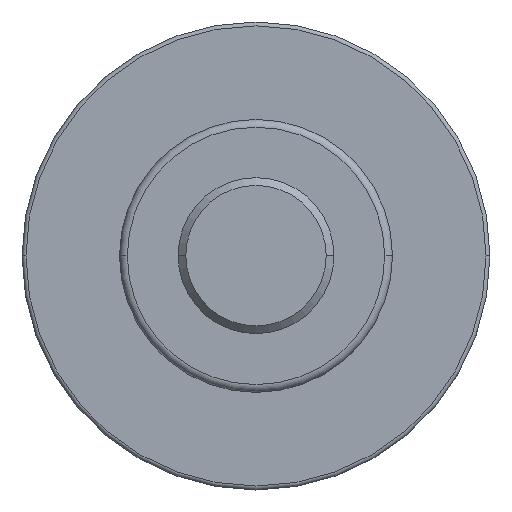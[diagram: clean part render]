
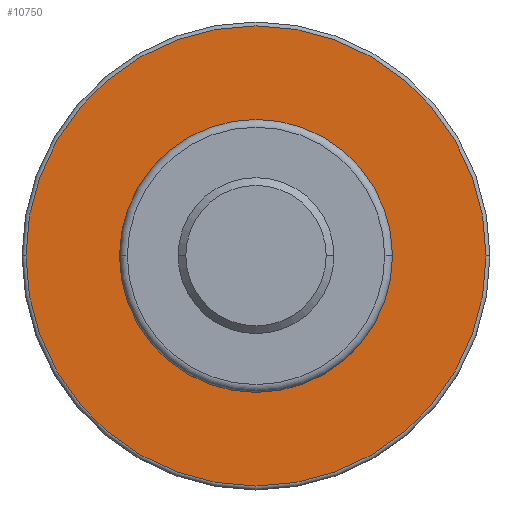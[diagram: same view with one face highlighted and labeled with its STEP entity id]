
A CAD part, top view. The second image highlights one B-rep face of the part: STEP entity #10750.
In plain terms, the highlighted face is planar.
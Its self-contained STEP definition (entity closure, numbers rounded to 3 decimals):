
#2 = DIRECTION ( 'NONE',  ( 0., 0., -1. ) ) ;
#588 = DIRECTION ( 'NONE',  ( 0., 0., 1. ) ) ;
#1009 = AXIS2_PLACEMENT_3D ( 'NONE', #1722, #13478, #14570 ) ;
#1507 = ORIENTED_EDGE ( 'NONE', *, *, #16585, .T. ) ;
#1722 = CARTESIAN_POINT ( 'NONE',  ( 0., 0., 0. ) ) ;
#2648 = EDGE_LOOP ( 'NONE', ( #7695, #7961 ) ) ;
#3808 = FACE_OUTER_BOUND ( 'NONE', #9868, .T. ) ;
#4766 = VERTEX_POINT ( 'NONE', #11475 ) ;
#5009 = CARTESIAN_POINT ( 'NONE',  ( 0., 0., 0. ) ) ;
#5268 = CARTESIAN_POINT ( 'NONE',  ( -12.5, 0., 0. ) ) ;
#5905 = CARTESIAN_POINT ( 'NONE',  ( 0., 0., 0. ) ) ;
#6225 = AXIS2_PLACEMENT_3D ( 'NONE', #5905, #588, #15173 ) ;
#6272 = CIRCLE ( 'NONE', #1009, 12.5 ) ;
#6577 = CARTESIAN_POINT ( 'NONE',  ( 0., 0., 0. ) ) ;
#6670 = VERTEX_POINT ( 'NONE', #9410 ) ;
#7079 = AXIS2_PLACEMENT_3D ( 'NONE', #15652, #14176, #7670 ) ;
#7306 = ORIENTED_EDGE ( 'NONE', *, *, #10401, .T. ) ;
#7670 = DIRECTION ( 'NONE',  ( 1., 0., 0. ) ) ;
#7695 = ORIENTED_EDGE ( 'NONE', *, *, #11810, .T. ) ;
#7762 = AXIS2_PLACEMENT_3D ( 'NONE', #6577, #2, #14230 ) ;
#7961 = ORIENTED_EDGE ( 'NONE', *, *, #14293, .T. ) ;
#8553 = CIRCLE ( 'NONE', #7079, 29.5 ) ;
#8657 = VERTEX_POINT ( 'NONE', #5268 ) ;
#9410 = CARTESIAN_POINT ( 'NONE',  ( -29.5, 0., 0. ) ) ;
#9578 = CIRCLE ( 'NONE', #6225, 12.5 ) ;
#9868 = EDGE_LOOP ( 'NONE', ( #7306, #1507 ) ) ;
#10401 = EDGE_CURVE ( 'NONE', #4766, #6670, #8553, .T. ) ;
#10750 = ADVANCED_FACE ( 'NONE', ( #3808, #12630 ), #16381, .F. ) ;
#10982 = CIRCLE ( 'NONE', #7762, 29.5 ) ;
#11462 = AXIS2_PLACEMENT_3D ( 'NONE', #5009, #15480, #13942 ) ;
#11471 = CARTESIAN_POINT ( 'NONE',  ( 12.5, 0., 0. ) ) ;
#11475 = CARTESIAN_POINT ( 'NONE',  ( 29.5, 0., 0. ) ) ;
#11810 = EDGE_CURVE ( 'NONE', #16033, #8657, #6272, .T. ) ;
#12630 = FACE_BOUND ( 'NONE', #2648, .T. ) ;
#13478 = DIRECTION ( 'NONE',  ( 0., 0., 1. ) ) ;
#13942 = DIRECTION ( 'NONE',  ( 1., 0., 0. ) ) ;
#14176 = DIRECTION ( 'NONE',  ( 0., 0., -1. ) ) ;
#14230 = DIRECTION ( 'NONE',  ( 1., 0., 0. ) ) ;
#14293 = EDGE_CURVE ( 'NONE', #8657, #16033, #9578, .T. ) ;
#14570 = DIRECTION ( 'NONE',  ( 1., 0., 0. ) ) ;
#15173 = DIRECTION ( 'NONE',  ( 1., 0., 0. ) ) ;
#15480 = DIRECTION ( 'NONE',  ( 0., 0., 1. ) ) ;
#15652 = CARTESIAN_POINT ( 'NONE',  ( 0., 0., 0. ) ) ;
#16033 = VERTEX_POINT ( 'NONE', #11471 ) ;
#16381 = PLANE ( 'NONE',  #11462 ) ;
#16585 = EDGE_CURVE ( 'NONE', #6670, #4766, #10982, .T. ) ;
